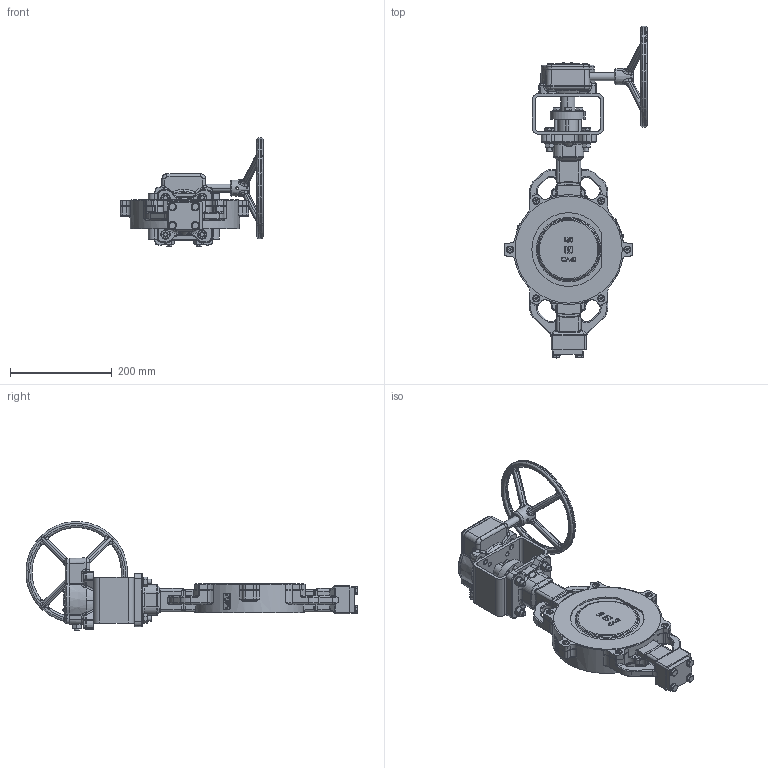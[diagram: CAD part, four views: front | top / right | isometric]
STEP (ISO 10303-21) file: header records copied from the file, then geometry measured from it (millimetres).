
FILE_DESCRIPTION (( 'STEP AP214' ), '1' );
FILE_NAME ('5590B15003.STEP', '2020-11-10T09:15:50', ( 'PC' ), ( '' ), 'SwSTEP 2.0', 'SolidWorks 2015', '' );
FILE_SCHEMA (( 'AUTOMOTIVE_DESIGN' ));
Length unit declared in the file: millimetre
Products named in the file (1): 5590B15003
Bounding box: 281.8 x 653.52 x 214.14 mm (x, y, z)
Volume: 3388095 mm3; surface area: 498233.5 mm2
Topology: 31 solids, 68 shells, 5317 faces, 13225 edges, 8221 vertices
Faces by surface type: plane 1975, bspline 1460, cylinder 1015, cone 569, torus 264, sphere 34
Entity records: 307671 total; most frequent: CARTESIAN_POINT 133831, ORIENTED_EDGE 26188, DIRECTION 20366, EDGE_CURVE 13094, VERTEX_POINT 8217, AXIS2_PLACEMENT_3D 7206, LINE 5954, VECTOR 5954
